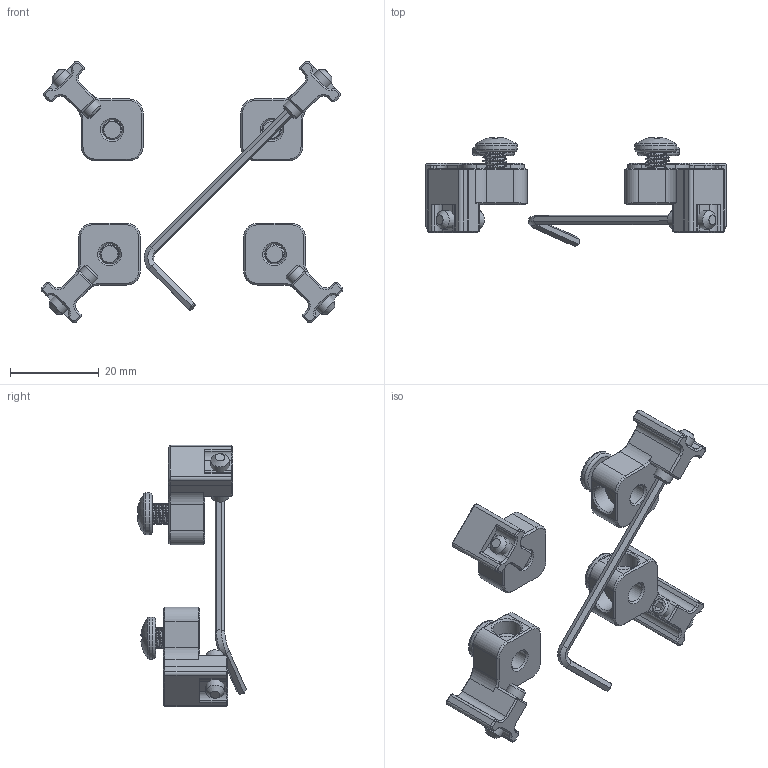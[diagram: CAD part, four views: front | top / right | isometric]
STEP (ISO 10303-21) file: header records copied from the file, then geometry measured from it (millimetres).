
FILE_DESCRIPTION (( 'STEP AP214' ), '1' );
FILE_NAME ('ZX-93.STEP', '2021-02-11T13:47:53', ( '' ), ( '' ), 'SwSTEP 2.0', 'SolidWorks 2016', '' );
FILE_SCHEMA (( 'AUTOMOTIVE_DESIGN' ));
Length unit declared in the file: inch
Products named in the file (5): WRENCH-002_DEFAULT; SCREWS-011_SCREWS-011; socket set screw flat point_ai_SCREWS-051; ZX-93; ZH-99R
Assembly tree (13 placements, depth 2):
  ZX-93
    ZH-99R  x4
    socket set screw flat point_ai_SCREWS-051  x4
    SCREWS-011_SCREWS-011  x4
    WRENCH-002_DEFAULT
Bounding box: 68.21 x 24.63 x 59 mm (x, y, z)
Volume: 9462.5 mm3; surface area: 9260.9 mm2
Topology: 13 solids, 13 shells, 932 faces, 2258 edges, 1312 vertices
Faces by surface type: plane 318, cylinder 210, cone 156, bspline 156, torus 88, sphere 4
Full cylindrical faces by diameter (mm): 3.454 x4, 4.166 x4, 4.496 x4, 6.353 x8, 9.474 x4
Entity records: 9409 total; most frequent: CARTESIAN_POINT 3658, ORIENTED_EDGE 1172, DIRECTION 1090, EDGE_CURVE 586, AXIS2_PLACEMENT_3D 408, VERTEX_POINT 352, EDGE_LOOP 278, LINE 274
